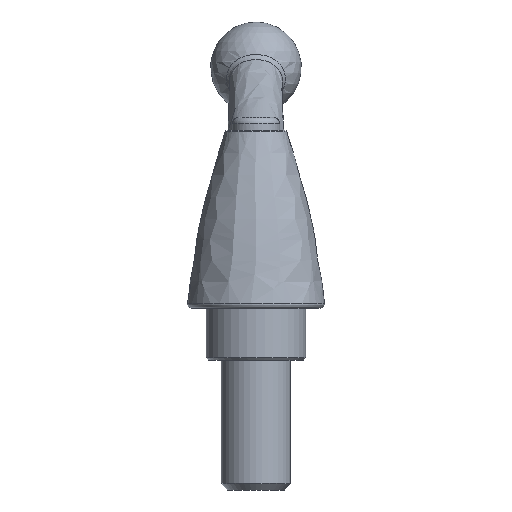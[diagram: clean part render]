
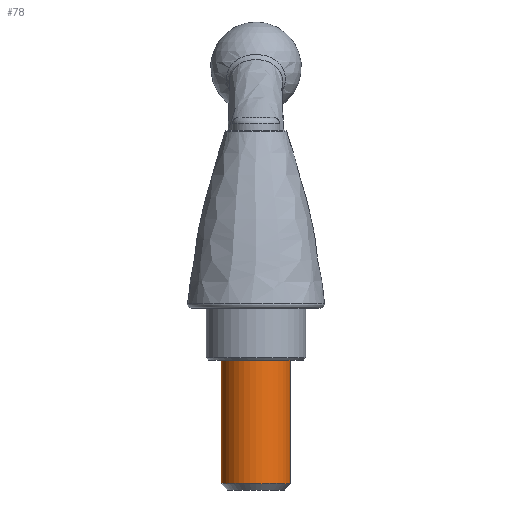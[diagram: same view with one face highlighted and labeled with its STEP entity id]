
A CAD part, left-side view. The second image highlights one B-rep face of the part: STEP entity #78.
In plain terms, the highlighted cylindrical face has radius 8 mm (diameter 16 mm), a full revolution.
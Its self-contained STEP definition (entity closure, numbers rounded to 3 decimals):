
#78 = ADVANCED_FACE( '', ( #170, #171 ), #172, .T. );
#170 = FACE_OUTER_BOUND( '', #2986, .T. );
#171 = FACE_OUTER_BOUND( '', #2987, .T. );
#172 = CYLINDRICAL_SURFACE( '', #2988, 8. );
#2986 = EDGE_LOOP( '', ( #5335 ) );
#2987 = EDGE_LOOP( '', ( #5336 ) );
#2988 = AXIS2_PLACEMENT_3D( '', #5337, #5338, #5339 );
#5335 = ORIENTED_EDGE( '', *, *, #5442, .T. );
#5336 = ORIENTED_EDGE( '', *, *, #5443, .T. );
#5337 = CARTESIAN_POINT( '', ( 0., 0., -42. ) );
#5338 = DIRECTION( '', ( 0., 0., -1. ) );
#5339 = DIRECTION( '', ( 0., -1., 0. ) );
#5442 = EDGE_CURVE( '', #5521, #5521, #5522, .F. );
#5443 = EDGE_CURVE( '', #5523, #5523, #5524, .F. );
#5521 = VERTEX_POINT( '', #7513 );
#5522 = CIRCLE( '', #7514, 8. );
#5523 = VERTEX_POINT( '', #7515 );
#5524 = CIRCLE( '', #7516, 8. );
#7513 = CARTESIAN_POINT( '', ( 0., 8., -40.5 ) );
#7514 = AXIS2_PLACEMENT_3D( '', #7850, #7851, #7852 );
#7515 = CARTESIAN_POINT( '', ( 0., -8., -12. ) );
#7516 = AXIS2_PLACEMENT_3D( '', #7853, #7854, #7855 );
#7850 = CARTESIAN_POINT( '', ( 0., 0., -40.5 ) );
#7851 = DIRECTION( '', ( 0., 0., -1. ) );
#7852 = DIRECTION( '', ( 0., 1., 0. ) );
#7853 = CARTESIAN_POINT( '', ( 0., 0., -12. ) );
#7854 = DIRECTION( '', ( 0., 0., 1. ) );
#7855 = DIRECTION( '', ( 0., -1., 0. ) );
